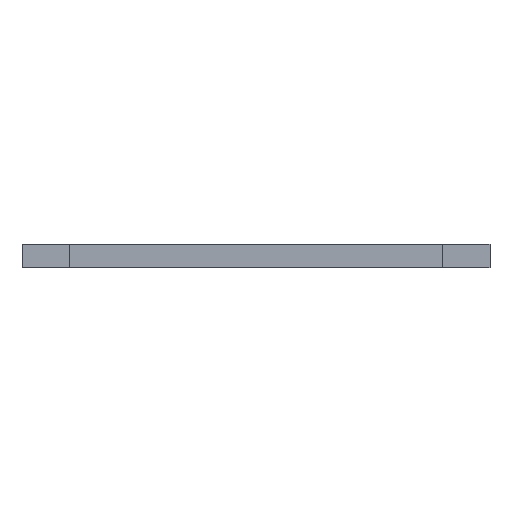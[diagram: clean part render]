
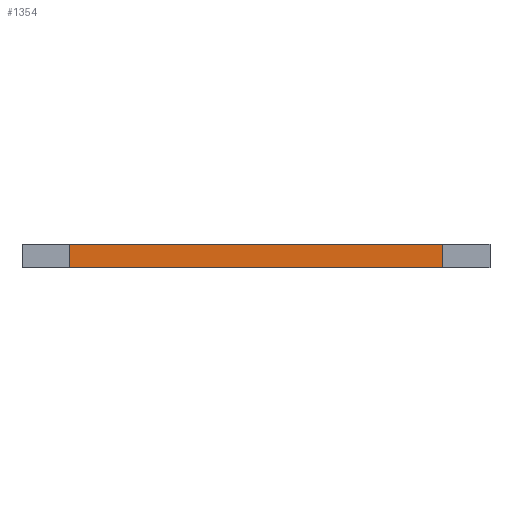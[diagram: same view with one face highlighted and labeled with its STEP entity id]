
A CAD part, left-side view. The second image highlights one B-rep face of the part: STEP entity #1354.
In plain terms, the highlighted planar face has unit normal (-1, 0, 0).
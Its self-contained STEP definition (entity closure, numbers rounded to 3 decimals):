
#101=PLANE('',#1435);
#165=FACE_OUTER_BOUND('',#229,.T.);
#229=EDGE_LOOP('',(#1158,#1159,#1160,#1161));
#339=LINE('',#1931,#520);
#430=LINE('',#2111,#611);
#431=LINE('',#2113,#612);
#432=LINE('',#2114,#613);
#520=VECTOR('',#1583,10.);
#611=VECTOR('',#1738,10.);
#612=VECTOR('',#1739,10.);
#613=VECTOR('',#1740,10.);
#681=VERTEX_POINT('',#1925);
#683=VERTEX_POINT('',#1929);
#740=VERTEX_POINT('',#2110);
#741=VERTEX_POINT('',#2112);
#827=EDGE_CURVE('',#681,#683,#339,.T.);
#918=EDGE_CURVE('',#740,#681,#430,.T.);
#919=EDGE_CURVE('',#741,#683,#431,.T.);
#920=EDGE_CURVE('',#740,#741,#432,.T.);
#1158=ORIENTED_EDGE('',*,*,#918,.T.);
#1159=ORIENTED_EDGE('',*,*,#827,.T.);
#1160=ORIENTED_EDGE('',*,*,#919,.F.);
#1161=ORIENTED_EDGE('',*,*,#920,.F.);
#1354=ADVANCED_FACE('',(#165),#101,.T.);
#1435=AXIS2_PLACEMENT_3D('',#2109,#1736,#1737);
#1583=DIRECTION('',(0.,0.,1.));
#1736=DIRECTION('center_axis',(-1.,0.,0.));
#1737=DIRECTION('ref_axis',(0.,-1.,0.));
#1738=DIRECTION('',(0.,-1.,0.));
#1739=DIRECTION('',(0.,-1.,0.));
#1740=DIRECTION('',(0.,0.,1.));
#1925=CARTESIAN_POINT('',(0.,13.,0.));
#1929=CARTESIAN_POINT('',(0.,13.,6.5));
#1931=CARTESIAN_POINT('',(0.,13.,0.));
#2109=CARTESIAN_POINT('Origin',(0.,116.,0.));
#2110=CARTESIAN_POINT('',(0.,116.,0.));
#2111=CARTESIAN_POINT('',(0.,129.,0.));
#2112=CARTESIAN_POINT('',(0.,116.,6.5));
#2113=CARTESIAN_POINT('',(0.,129.,6.5));
#2114=CARTESIAN_POINT('',(0.,116.,0.));
